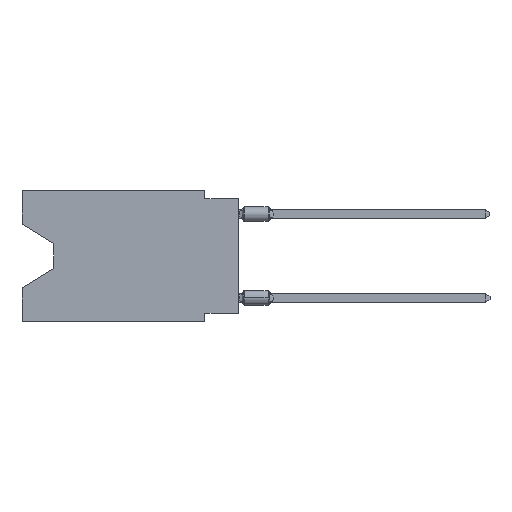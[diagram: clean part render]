
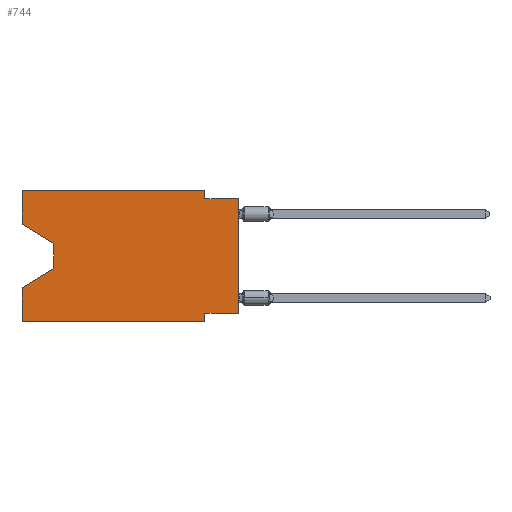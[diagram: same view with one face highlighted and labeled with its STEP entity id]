
A CAD part, left-side view. The second image highlights one B-rep face of the part: STEP entity #744.
In plain terms, the highlighted planar face has unit normal (-1, 0, 0).
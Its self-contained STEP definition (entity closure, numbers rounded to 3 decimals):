
#566 = DIRECTION ( 'NONE',  ( 0., 0., -1. ) ) ;
#605 = VERTEX_POINT ( 'NONE', #14887 ) ;
#669 = CARTESIAN_POINT ( 'NONE',  ( 0., 2.54, -9.906 ) ) ;
#744 = ADVANCED_FACE ( 'NONE', ( #16936 ), #12070, .F. ) ;
#933 = ORIENTED_EDGE ( 'NONE', *, *, #2935, .T. ) ;
#1169 = VERTEX_POINT ( 'NONE', #7077 ) ;
#1329 = VERTEX_POINT ( 'NONE', #10744 ) ;
#1558 = CARTESIAN_POINT ( 'NONE',  ( 0., 2.54, 0. ) ) ;
#1691 = CARTESIAN_POINT ( 'NONE',  ( 0., 16.383, -7.36 ) ) ;
#1709 = CARTESIAN_POINT ( 'NONE',  ( 0., 16.383, 0. ) ) ;
#2113 = DIRECTION ( 'NONE',  ( 0., 0., -1. ) ) ;
#2664 = EDGE_CURVE ( 'NONE', #6217, #3186, #13002, .T. ) ;
#2935 = EDGE_CURVE ( 'NONE', #1169, #9114, #17636, .T. ) ;
#2948 = CARTESIAN_POINT ( 'NONE',  ( 0., 0., 0. ) ) ;
#3186 = VERTEX_POINT ( 'NONE', #13404 ) ;
#3672 = ORIENTED_EDGE ( 'NONE', *, *, #4079, .F. ) ;
#4073 = ORIENTED_EDGE ( 'NONE', *, *, #2664, .T. ) ;
#4079 = EDGE_CURVE ( 'NONE', #1329, #13320, #5433, .T. ) ;
#4214 = VECTOR ( 'NONE', #16464, 1000. ) ;
#4243 = EDGE_CURVE ( 'NONE', #605, #8387, #19589, .T. ) ;
#4442 = VERTEX_POINT ( 'NONE', #10821 ) ;
#4719 = CARTESIAN_POINT ( 'NONE',  ( 0., 0., -0.635 ) ) ;
#4812 = DIRECTION ( 'NONE',  ( 0., 1., 0. ) ) ;
#4904 = ORIENTED_EDGE ( 'NONE', *, *, #13116, .F. ) ;
#4982 = VECTOR ( 'NONE', #8525, 1000. ) ;
#5086 = VERTEX_POINT ( 'NONE', #1691 ) ;
#5433 = LINE ( 'NONE', #18735, #7703 ) ;
#5684 = DIRECTION ( 'NONE',  ( 0., 0., -1. ) ) ;
#6118 = CARTESIAN_POINT ( 'NONE',  ( 0., 16.383, -2.546 ) ) ;
#6142 = CARTESIAN_POINT ( 'NONE',  ( 0., 13.97, -4.013 ) ) ;
#6217 = VERTEX_POINT ( 'NONE', #6142 ) ;
#6507 = ORIENTED_EDGE ( 'NONE', *, *, #14202, .F. ) ;
#6540 = VECTOR ( 'NONE', #20167, 1000. ) ;
#6566 = EDGE_CURVE ( 'NONE', #1329, #6217, #20929, .T. ) ;
#6766 = EDGE_CURVE ( 'NONE', #605, #4442, #18227, .T. ) ;
#6826 = VERTEX_POINT ( 'NONE', #12052 ) ;
#7077 = CARTESIAN_POINT ( 'NONE',  ( 0., 16.383, -9.906 ) ) ;
#7242 = ORIENTED_EDGE ( 'NONE', *, *, #4243, .T. ) ;
#7515 = EDGE_LOOP ( 'NONE', ( #13274, #4073, #18841, #15113, #933, #4904, #10879, #7242, #18757, #17327, #6507, #3672 ) ) ;
#7703 = VECTOR ( 'NONE', #10199, 1000. ) ;
#8387 = VERTEX_POINT ( 'NONE', #10129 ) ;
#8525 = DIRECTION ( 'NONE',  ( 0., -1., 0. ) ) ;
#8608 = CARTESIAN_POINT ( 'NONE',  ( 0., 16.383, 0. ) ) ;
#9114 = VERTEX_POINT ( 'NONE', #21303 ) ;
#9355 = CARTESIAN_POINT ( 'NONE',  ( 0., 2.54, 0. ) ) ;
#9876 = VECTOR ( 'NONE', #566, 1000. ) ;
#10129 = CARTESIAN_POINT ( 'NONE',  ( 0., 0., -0.635 ) ) ;
#10199 = DIRECTION ( 'NONE',  ( 0., 0., 1. ) ) ;
#10239 = AXIS2_PLACEMENT_3D ( 'NONE', #8608, #10660, #2113 ) ;
#10441 = LINE ( 'NONE', #18345, #6540 ) ;
#10660 = DIRECTION ( 'NONE',  ( 1., 0., 0. ) ) ;
#10732 = VECTOR ( 'NONE', #12715, 1000. ) ;
#10744 = CARTESIAN_POINT ( 'NONE',  ( 0., 16.383, -2.546 ) ) ;
#10821 = CARTESIAN_POINT ( 'NONE',  ( 0., 2.54, -9.271 ) ) ;
#10879 = ORIENTED_EDGE ( 'NONE', *, *, #6766, .F. ) ;
#10945 = CARTESIAN_POINT ( 'NONE',  ( 0., 16.383, 0. ) ) ;
#11174 = VECTOR ( 'NONE', #20786, 1000. ) ;
#11316 = DIRECTION ( 'NONE',  ( 0., -1., 0. ) ) ;
#11424 = VECTOR ( 'NONE', #4812, 1000. ) ;
#11426 = EDGE_CURVE ( 'NONE', #3186, #5086, #18237, .T. ) ;
#11713 = VECTOR ( 'NONE', #5684, 1000. ) ;
#11777 = LINE ( 'NONE', #1709, #4982 ) ;
#12052 = CARTESIAN_POINT ( 'NONE',  ( 0., 2.54, -0.635 ) ) ;
#12070 = PLANE ( 'NONE',  #10239 ) ;
#12715 = DIRECTION ( 'NONE',  ( 0., -0.855, -0.519 ) ) ;
#12907 = VERTEX_POINT ( 'NONE', #1558 ) ;
#13002 = LINE ( 'NONE', #16572, #4214 ) ;
#13116 = EDGE_CURVE ( 'NONE', #4442, #9114, #17018, .T. ) ;
#13274 = ORIENTED_EDGE ( 'NONE', *, *, #6566, .T. ) ;
#13320 = VERTEX_POINT ( 'NONE', #10945 ) ;
#13404 = CARTESIAN_POINT ( 'NONE',  ( 0., 13.97, -5.893 ) ) ;
#13574 = CARTESIAN_POINT ( 'NONE',  ( 0., 13.97, -5.893 ) ) ;
#14202 = EDGE_CURVE ( 'NONE', #13320, #12907, #11777, .T. ) ;
#14658 = CARTESIAN_POINT ( 'NONE',  ( 0., 0., -9.271 ) ) ;
#14887 = CARTESIAN_POINT ( 'NONE',  ( 0., 0., -9.271 ) ) ;
#15113 = ORIENTED_EDGE ( 'NONE', *, *, #19159, .F. ) ;
#15600 = DIRECTION ( 'NONE',  ( 0., -1., 0. ) ) ;
#15933 = VECTOR ( 'NONE', #11316, 1000. ) ;
#16464 = DIRECTION ( 'NONE',  ( 0., 0., -1. ) ) ;
#16572 = CARTESIAN_POINT ( 'NONE',  ( 0., 13.97, -4.013 ) ) ;
#16936 = FACE_OUTER_BOUND ( 'NONE', #7515, .T. ) ;
#17018 = LINE ( 'NONE', #669, #9876 ) ;
#17327 = ORIENTED_EDGE ( 'NONE', *, *, #19288, .F. ) ;
#17636 = LINE ( 'NONE', #20979, #18372 ) ;
#17848 = EDGE_CURVE ( 'NONE', #6826, #8387, #19528, .T. ) ;
#18227 = LINE ( 'NONE', #14658, #11424 ) ;
#18237 = LINE ( 'NONE', #13574, #20182 ) ;
#18345 = CARTESIAN_POINT ( 'NONE',  ( 0., 16.383, 0. ) ) ;
#18372 = VECTOR ( 'NONE', #15600, 1000. ) ;
#18735 = CARTESIAN_POINT ( 'NONE',  ( 0., 16.383, 0. ) ) ;
#18757 = ORIENTED_EDGE ( 'NONE', *, *, #17848, .F. ) ;
#18841 = ORIENTED_EDGE ( 'NONE', *, *, #11426, .T. ) ;
#19159 = EDGE_CURVE ( 'NONE', #1169, #5086, #10441, .T. ) ;
#19288 = EDGE_CURVE ( 'NONE', #12907, #6826, #20495, .T. ) ;
#19528 = LINE ( 'NONE', #4719, #15933 ) ;
#19589 = LINE ( 'NONE', #2948, #11174 ) ;
#20167 = DIRECTION ( 'NONE',  ( 0., 0., 1. ) ) ;
#20182 = VECTOR ( 'NONE', #21364, 1000. ) ;
#20495 = LINE ( 'NONE', #9355, #11713 ) ;
#20786 = DIRECTION ( 'NONE',  ( 0., 0., 1. ) ) ;
#20929 = LINE ( 'NONE', #6118, #10732 ) ;
#20979 = CARTESIAN_POINT ( 'NONE',  ( 0., 16.383, -9.906 ) ) ;
#21303 = CARTESIAN_POINT ( 'NONE',  ( 0., 2.54, -9.906 ) ) ;
#21364 = DIRECTION ( 'NONE',  ( 0., 0.855, -0.519 ) ) ;
